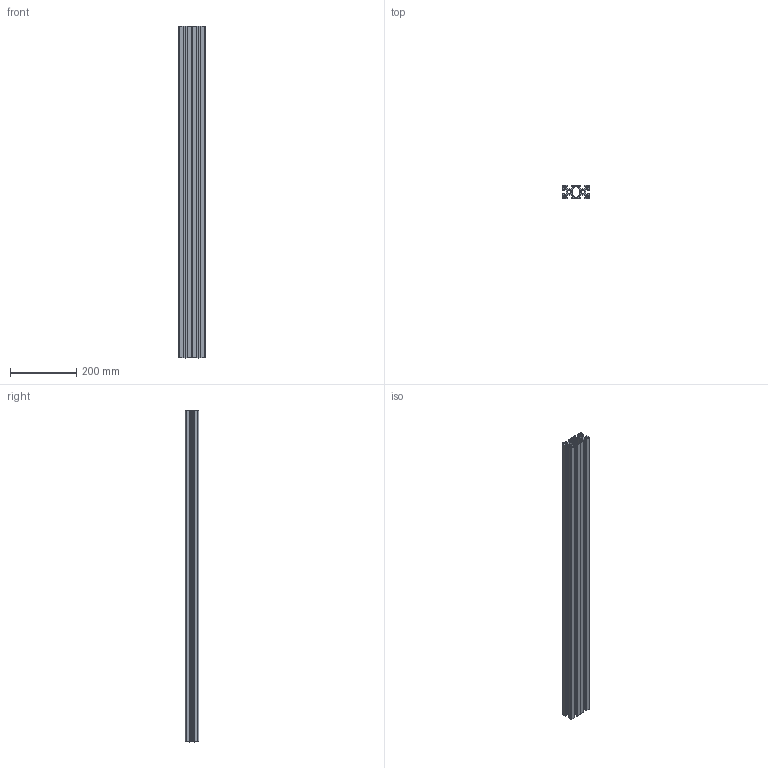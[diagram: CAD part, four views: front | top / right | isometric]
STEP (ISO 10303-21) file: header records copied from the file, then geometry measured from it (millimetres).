
FILE_DESCRIPTION (( 'STEP AP203' ), '1' );
FILE_NAME ('448SHX Êîíñòðóêöèîííûé ïðîôèëü 40õ80SH.step', '2025-11-24T08:26:13', ( '' ), ( '' ), 'SwSTEP 2.0', 'SolidWorks 2025', '' );
FILE_SCHEMA (( 'CONFIG_CONTROL_DESIGN' ));
Length unit declared in the file: millimetre
Products named in the file (2): 448SHX Конструкционный профиль 40х80SH_00; 448SHX Конструкционный профиль 40х80SH
Assembly tree (1 placements, depth 2):
  448SHX Конструкционный профиль 40х80SH
    448SHX Конструкционный профиль 40х80SH_00
Bounding box: 80 x 40 x 1000 mm (x, y, z)
Volume: 1285072.6 mm3; surface area: 690395.2 mm2
Topology: 1 solids, 1 shells, 254 faces, 756 edges, 504 vertices
Faces by surface type: plane 128, cylinder 126
Entity records: 8816 total; most frequent: DIRECTION 1524, CARTESIAN_POINT 1518, ORIENTED_EDGE 1512, EDGE_CURVE 756, AXIS2_PLACEMENT_3D 510, VERTEX_POINT 504, LINE 504, VECTOR 504
